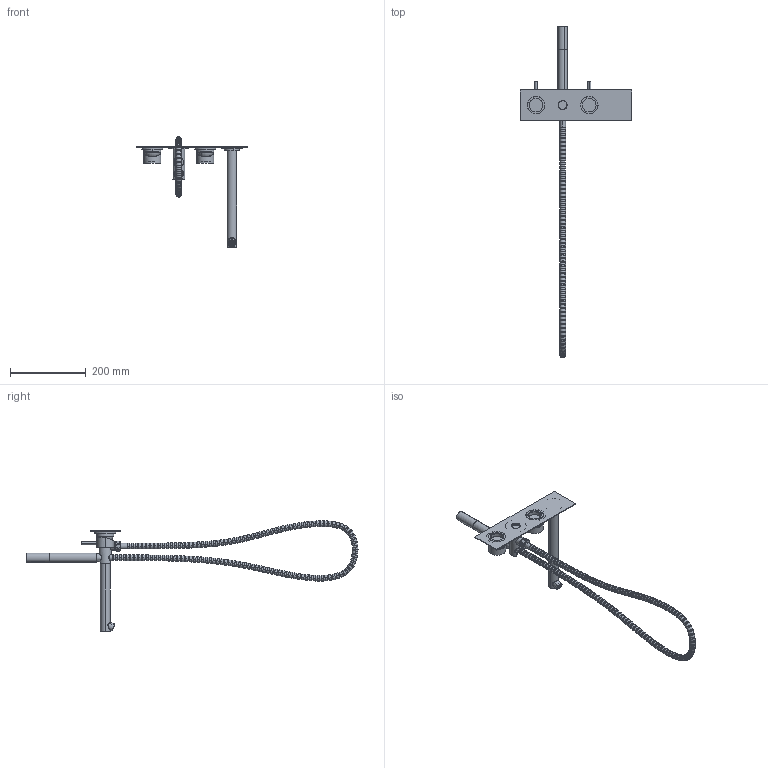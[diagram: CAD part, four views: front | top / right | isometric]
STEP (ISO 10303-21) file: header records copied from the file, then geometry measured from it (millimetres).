
FILE_DESCRIPTION (( 'STEP AP214' ), '1' );
FILE_NAME ('SBMS160RH_shell.STEP', '2018-10-23T03:17:01', ( 'khoa' ), ( '' ), 'SwSTEP 2.0', 'SolidWorks 2016', '' );
FILE_SCHEMA (( 'AUTOMOTIVE_DESIGN' ));
Length unit declared in the file: millimetre
Products named in the file (2): SBMS160RH_shell
Bounding box: 295 x 874.63 x 290.73 mm (x, y, z)
Volume: 636857.3 mm3; surface area: 227899.4 mm2
Topology: 25 solids, 25 shells, 1729 faces, 3929 edges, 2606 vertices
Faces by surface type: plane 926, cylinder 475, bspline 262, cone 44, torus 22
Entity records: 181937 total; most frequent: CARTESIAN_POINT 125600, ORIENTED_EDGE 7858, DIRECTION 6734, EDGE_CURVE 3929, VERTEX_POINT 2606, AXIS2_PLACEMENT_3D 2377, EDGE_LOOP 2189, LINE 1980
